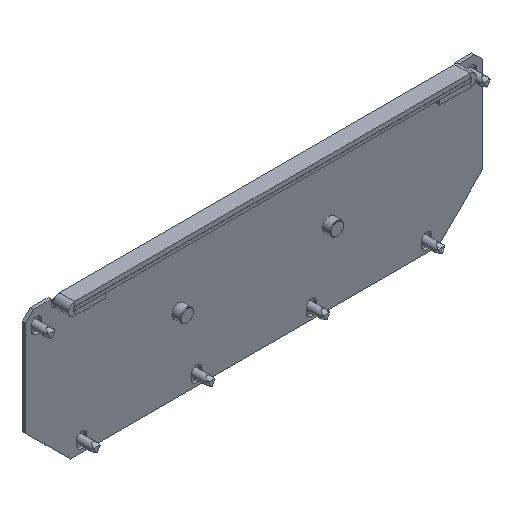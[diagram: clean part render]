
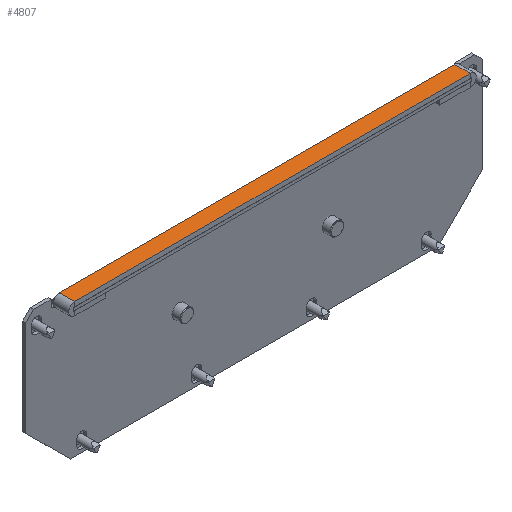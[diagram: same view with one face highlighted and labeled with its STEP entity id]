
A CAD part, isometric view. The second image highlights one B-rep face of the part: STEP entity #4807.
In plain terms, the highlighted face is planar.
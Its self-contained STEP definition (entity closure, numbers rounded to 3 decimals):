
#350 = VERTEX_POINT ( 'NONE', #3964 ) ;
#429 = LINE ( 'NONE', #4244, #1607 ) ;
#500 = ORIENTED_EDGE ( 'NONE', *, *, #5023, .F. ) ;
#619 = VERTEX_POINT ( 'NONE', #2400 ) ;
#881 = LINE ( 'NONE', #2355, #2076 ) ;
#915 = CARTESIAN_POINT ( 'NONE',  ( 5., -3., -129. ) ) ;
#927 = EDGE_CURVE ( 'NONE', #619, #350, #429, .T. ) ;
#957 = DIRECTION ( 'NONE',  ( 0., 0., 1. ) ) ;
#1060 = VERTEX_POINT ( 'NONE', #3163 ) ;
#1087 = EDGE_CURVE ( 'NONE', #3560, #1060, #881, .T. ) ;
#1381 = PLANE ( 'NONE',  #5159 ) ;
#1456 = DIRECTION ( 'NONE',  ( 1., 0., 0. ) ) ;
#1607 = VECTOR ( 'NONE', #1456, 1000. ) ;
#2056 = EDGE_CURVE ( 'NONE', #350, #1060, #3339, .T. ) ;
#2076 = VECTOR ( 'NONE', #4797, 1000. ) ;
#2154 = DIRECTION ( 'NONE',  ( 0., 0., 1. ) ) ;
#2175 = CARTESIAN_POINT ( 'NONE',  ( -5., -3., -129. ) ) ;
#2355 = CARTESIAN_POINT ( 'NONE',  ( -5., -3., 129. ) ) ;
#2396 = LINE ( 'NONE', #3064, #4147 ) ;
#2400 = CARTESIAN_POINT ( 'NONE',  ( -5., -3., -129. ) ) ;
#2445 = CARTESIAN_POINT ( 'NONE',  ( -5., -3., 129. ) ) ;
#2755 = ORIENTED_EDGE ( 'NONE', *, *, #927, .T. ) ;
#3064 = CARTESIAN_POINT ( 'NONE',  ( -5., -3., -129. ) ) ;
#3121 = ORIENTED_EDGE ( 'NONE', *, *, #2056, .T. ) ;
#3163 = CARTESIAN_POINT ( 'NONE',  ( 5., -3., 129. ) ) ;
#3339 = LINE ( 'NONE', #915, #4827 ) ;
#3434 = DIRECTION ( 'NONE',  ( 0., -1., 0. ) ) ;
#3560 = VERTEX_POINT ( 'NONE', #2445 ) ;
#3964 = CARTESIAN_POINT ( 'NONE',  ( 5., -3., -129. ) ) ;
#4147 = VECTOR ( 'NONE', #957, 1000. ) ;
#4222 = DIRECTION ( 'NONE',  ( 1., 0., 0. ) ) ;
#4244 = CARTESIAN_POINT ( 'NONE',  ( -5., -3., -129. ) ) ;
#4367 = FACE_OUTER_BOUND ( 'NONE', #4410, .T. ) ;
#4410 = EDGE_LOOP ( 'NONE', ( #4609, #500, #2755, #3121 ) ) ;
#4609 = ORIENTED_EDGE ( 'NONE', *, *, #1087, .F. ) ;
#4797 = DIRECTION ( 'NONE',  ( 1., 0., 0. ) ) ;
#4807 = ADVANCED_FACE ( 'NONE', ( #4367 ), #1381, .T. ) ;
#4827 = VECTOR ( 'NONE', #2154, 1000. ) ;
#5023 = EDGE_CURVE ( 'NONE', #619, #3560, #2396, .T. ) ;
#5159 = AXIS2_PLACEMENT_3D ( 'NONE', #2175, #3434, #4222 ) ;
